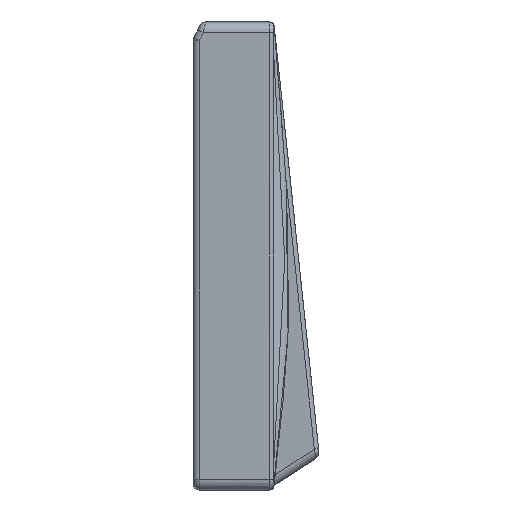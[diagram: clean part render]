
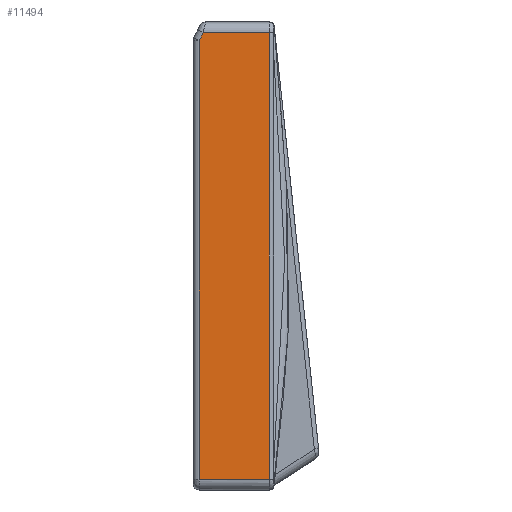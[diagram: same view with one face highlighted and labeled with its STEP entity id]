
A CAD part, left-side view. The second image highlights one B-rep face of the part: STEP entity #11494.
In plain terms, the highlighted planar face has unit normal (-1, 0, 0).
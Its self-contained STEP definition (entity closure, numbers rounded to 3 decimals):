
#318=PLANE('',#12185);
#1149=FACE_OUTER_BOUND('',#1832,.T.);
#1832=EDGE_LOOP('',(#9630,#9631,#9632,#9633,#9634));
#3261=LINE('',#29384,#4052);
#3272=LINE('',#29444,#4063);
#3275=LINE('',#29460,#4066);
#3391=LINE('',#30011,#4182);
#3392=LINE('',#30012,#4183);
#4052=VECTOR('',#13744,1.5);
#4063=VECTOR('',#13785,10.);
#4066=VECTOR('',#13794,1000.);
#4182=VECTOR('',#14044,1000.);
#4183=VECTOR('',#14045,10.);
#5218=VERTEX_POINT('',#29331);
#5225=VERTEX_POINT('',#29380);
#5240=VERTEX_POINT('',#29442);
#5241=VERTEX_POINT('',#29459);
#5381=VERTEX_POINT('',#30010);
#6756=EDGE_CURVE('',#5225,#5218,#3261,.T.);
#6778=EDGE_CURVE('',#5240,#5225,#3272,.T.);
#6782=EDGE_CURVE('',#5241,#5218,#3275,.T.);
#6953=EDGE_CURVE('',#5240,#5381,#3391,.T.);
#6954=EDGE_CURVE('',#5381,#5241,#3392,.T.);
#9630=ORIENTED_EDGE('',*,*,#6756,.F.);
#9631=ORIENTED_EDGE('',*,*,#6778,.F.);
#9632=ORIENTED_EDGE('',*,*,#6953,.T.);
#9633=ORIENTED_EDGE('',*,*,#6954,.T.);
#9634=ORIENTED_EDGE('',*,*,#6782,.T.);
#11494=ADVANCED_FACE('',(#1149),#318,.F.);
#12185=AXIS2_PLACEMENT_3D('',#30009,#14042,#14043);
#13744=DIRECTION('',(0.,-0.447,0.894));
#13785=DIRECTION('',(0.,0.,1.));
#13794=DIRECTION('',(0.,1.,0.));
#14042=DIRECTION('center_axis',(1.,0.,0.));
#14043=DIRECTION('ref_axis',(0.,0.,-1.));
#14044=DIRECTION('',(0.,-1.,0.));
#14045=DIRECTION('',(0.,0.,1.));
#29331=CARTESIAN_POINT('',(-147.85,46.573,52.6));
#29380=CARTESIAN_POINT('',(-147.85,47.5,50.746));
#29384=CARTESIAN_POINT('',(-147.85,90.138,-34.531));
#29442=CARTESIAN_POINT('',(-147.85,47.5,-52.6));
#29444=CARTESIAN_POINT('',(-147.85,47.5,-27.55));
#29459=CARTESIAN_POINT('',(-147.85,31.,52.6));
#29460=CARTESIAN_POINT('',(-147.85,49.,52.6));
#30009=CARTESIAN_POINT('Origin',(-147.85,49.,-55.1));
#30010=CARTESIAN_POINT('',(-147.85,31.,-52.6));
#30011=CARTESIAN_POINT('',(-147.85,49.,-52.6));
#30012=CARTESIAN_POINT('',(-147.85,31.,-52.6));
